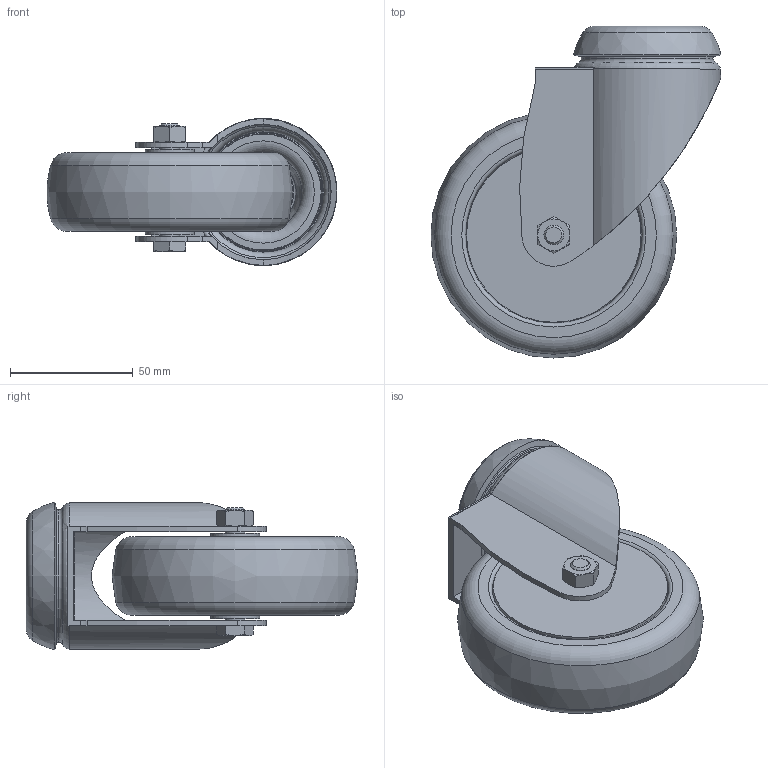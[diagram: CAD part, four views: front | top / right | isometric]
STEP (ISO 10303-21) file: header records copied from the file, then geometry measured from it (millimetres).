
FILE_DESCRIPTION((''),'2;1');
FILE_NAME('AR3493.stp','2016-08-05T15:39:23',('Envy'),(''),'Autodesk Inventor 2013','Autodesk Inventor 2013','');
FILE_SCHEMA(('AUTOMOTIVE_DESIGN { 1 0 10303 214 1 1 1 1 }'));
Length unit declared in the file: millimetre
Products named in the file (3): AR3493; AR3493 II; AR3493 I
Assembly tree (2 placements, depth 2):
  AR3493
    AR3493 II
    AR3493 I
Bounding box: 117.93 x 135 x 59.99 mm (x, y, z)
Volume: 210128.6 mm3; surface area: 83793.8 mm2
Topology: 2 solids, 2 shells, 132 faces, 285 edges, 175 vertices
Faces by surface type: plane 45, cylinder 30, cone 29, torus 25, bspline 3
Full cylindrical faces by diameter (mm): 8 x2, 11 x1, 12.3 x1, 19.5 x1, 20 x4, 31.6 x1, 47.5 x1, 53.7 x1, 55.15 x1, 71 x2
Entity records: 3666 total; most frequent: CARTESIAN_POINT 848, DIRECTION 564, ORIENTED_EDGE 456, AXIS2_PLACEMENT_3D 253, EDGE_CURVE 228, EDGE_LOOP 208, VERTEX_POINT 170, FACE_OUTER_BOUND 132
